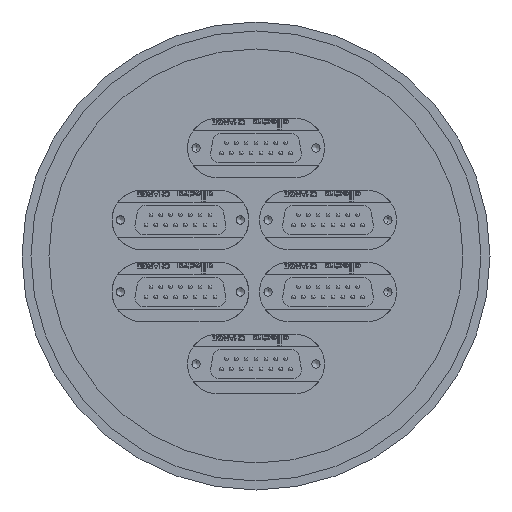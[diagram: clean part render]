
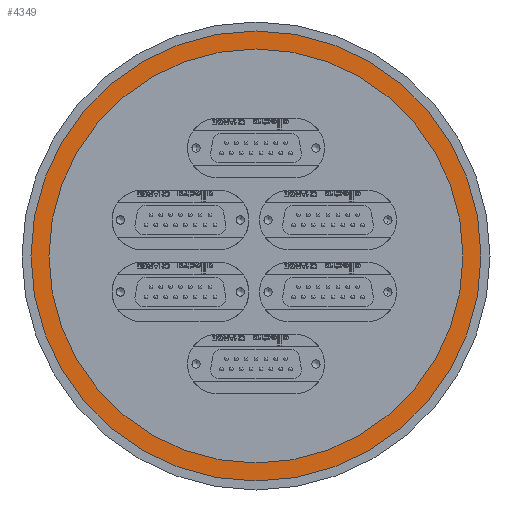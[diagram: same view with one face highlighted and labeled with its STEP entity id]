
A CAD part, front view. The second image highlights one B-rep face of the part: STEP entity #4349.
In plain terms, the highlighted planar face has unit normal (0, -1, 0).
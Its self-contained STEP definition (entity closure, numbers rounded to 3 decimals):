
#88 = AXIS2_PLACEMENT_3D ( 'NONE', #6811, #6069, #5047 ) ;
#221 = CARTESIAN_POINT ( 'NONE',  ( 0., -10., 57.5 ) ) ;
#598 = DIRECTION ( 'NONE',  ( 0., -1., 0. ) ) ;
#1086 = CARTESIAN_POINT ( 'NONE',  ( 0., -10., -57.5 ) ) ;
#1227 = PLANE ( 'NONE',  #88 ) ;
#1674 = ORIENTED_EDGE ( 'NONE', *, *, #7864, .F. ) ;
#1706 = CARTESIAN_POINT ( 'NONE',  ( 0., -10., 0. ) ) ;
#2026 = FACE_BOUND ( 'NONE', #8093, .T. ) ;
#2889 = AXIS2_PLACEMENT_3D ( 'NONE', #8989, #9721, #5015 ) ;
#3343 = DIRECTION ( 'NONE',  ( 0., 0., -1. ) ) ;
#3577 = EDGE_CURVE ( 'NONE', #6936, #6384, #10109, .T. ) ;
#4013 = CARTESIAN_POINT ( 'NONE',  ( 0., -10., 0. ) ) ;
#4198 = ORIENTED_EDGE ( 'NONE', *, *, #11603, .T. ) ;
#4349 = ADVANCED_FACE ( 'NONE', ( #7200, #2026 ), #1227, .T. ) ;
#4776 = AXIS2_PLACEMENT_3D ( 'NONE', #4013, #7798, #11554 ) ;
#4881 = CIRCLE ( 'NONE', #7664, 62.5 ) ;
#4906 = VERTEX_POINT ( 'NONE', #11054 ) ;
#5015 = DIRECTION ( 'NONE',  ( 0., 0., -1. ) ) ;
#5047 = DIRECTION ( 'NONE',  ( 0., 0., -1. ) ) ;
#5426 = CIRCLE ( 'NONE', #2889, 57.5 ) ;
#5496 = DIRECTION ( 'NONE',  ( 0., -1., 0. ) ) ;
#6069 = DIRECTION ( 'NONE',  ( 0., -1., 0. ) ) ;
#6247 = EDGE_CURVE ( 'NONE', #6370, #4906, #11973, .T. ) ;
#6370 = VERTEX_POINT ( 'NONE', #11154 ) ;
#6384 = VERTEX_POINT ( 'NONE', #1086 ) ;
#6811 = CARTESIAN_POINT ( 'NONE',  ( 0., -10., -62.5 ) ) ;
#6936 = VERTEX_POINT ( 'NONE', #221 ) ;
#7008 = ORIENTED_EDGE ( 'NONE', *, *, #3577, .F. ) ;
#7200 = FACE_OUTER_BOUND ( 'NONE', #11174, .T. ) ;
#7664 = AXIS2_PLACEMENT_3D ( 'NONE', #1706, #5496, #9992 ) ;
#7798 = DIRECTION ( 'NONE',  ( 0., -1., 0. ) ) ;
#7864 = EDGE_CURVE ( 'NONE', #6384, #6936, #5426, .T. ) ;
#8038 = AXIS2_PLACEMENT_3D ( 'NONE', #9070, #598, #3343 ) ;
#8093 = EDGE_LOOP ( 'NONE', ( #1674, #7008 ) ) ;
#8857 = ORIENTED_EDGE ( 'NONE', *, *, #6247, .T. ) ;
#8989 = CARTESIAN_POINT ( 'NONE',  ( 0., -10., 0. ) ) ;
#9070 = CARTESIAN_POINT ( 'NONE',  ( 0., -10., 0. ) ) ;
#9721 = DIRECTION ( 'NONE',  ( 0., -1., 0. ) ) ;
#9992 = DIRECTION ( 'NONE',  ( 0., 0., -1. ) ) ;
#10109 = CIRCLE ( 'NONE', #4776, 57.5 ) ;
#11054 = CARTESIAN_POINT ( 'NONE',  ( 0., -10., 62.5 ) ) ;
#11154 = CARTESIAN_POINT ( 'NONE',  ( 0., -10., -62.5 ) ) ;
#11174 = EDGE_LOOP ( 'NONE', ( #8857, #4198 ) ) ;
#11554 = DIRECTION ( 'NONE',  ( 0., 0., -1. ) ) ;
#11603 = EDGE_CURVE ( 'NONE', #4906, #6370, #4881, .T. ) ;
#11973 = CIRCLE ( 'NONE', #8038, 62.5 ) ;
